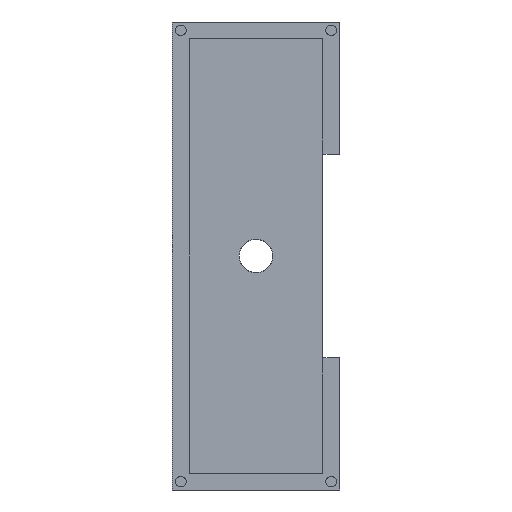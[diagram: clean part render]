
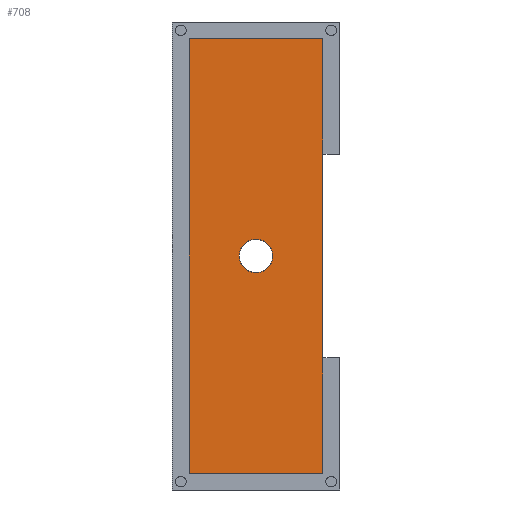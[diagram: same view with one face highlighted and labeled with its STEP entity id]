
A CAD part, front view. The second image highlights one B-rep face of the part: STEP entity #708.
In plain terms, the highlighted planar face has unit normal (0, -1, 0).
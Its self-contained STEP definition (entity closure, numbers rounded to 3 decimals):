
#20=FACE_BOUND('',#96,.T.);
#55=FACE_OUTER_BOUND('',#95,.T.);
#95=EDGE_LOOP('',(#576,#577,#578,#579,#580,#581));
#96=EDGE_LOOP('',(#582));
#119=CIRCLE('',#760,5.);
#171=LINE('',#1111,#254);
#182=LINE('',#1133,#265);
#183=LINE('',#1135,#266);
#184=LINE('',#1137,#267);
#185=LINE('',#1139,#268);
#186=LINE('',#1140,#269);
#254=VECTOR('',#919,10.);
#265=VECTOR('',#934,10.);
#266=VECTOR('',#935,10.);
#267=VECTOR('',#936,10.);
#268=VECTOR('',#937,10.);
#269=VECTOR('',#938,10.);
#320=VERTEX_POINT('',#1061);
#332=VERTEX_POINT('',#1109);
#333=VERTEX_POINT('',#1110);
#342=VERTEX_POINT('',#1132);
#343=VERTEX_POINT('',#1134);
#344=VERTEX_POINT('',#1136);
#345=VERTEX_POINT('',#1138);
#394=EDGE_CURVE('',#320,#320,#119,.T.);
#415=EDGE_CURVE('',#332,#333,#171,.T.);
#426=EDGE_CURVE('',#342,#333,#182,.T.);
#427=EDGE_CURVE('',#332,#343,#183,.T.);
#428=EDGE_CURVE('',#343,#344,#184,.T.);
#429=EDGE_CURVE('',#344,#345,#185,.T.);
#430=EDGE_CURVE('',#345,#342,#186,.T.);
#576=ORIENTED_EDGE('',*,*,#426,.T.);
#577=ORIENTED_EDGE('',*,*,#415,.F.);
#578=ORIENTED_EDGE('',*,*,#427,.T.);
#579=ORIENTED_EDGE('',*,*,#428,.T.);
#580=ORIENTED_EDGE('',*,*,#429,.T.);
#581=ORIENTED_EDGE('',*,*,#430,.T.);
#582=ORIENTED_EDGE('',*,*,#394,.T.);
#669=PLANE('',#784);
#708=ADVANCED_FACE('',(#55,#20),#669,.F.);
#760=AXIS2_PLACEMENT_3D('',#1063,#861,#862);
#784=AXIS2_PLACEMENT_3D('',#1131,#932,#933);
#861=DIRECTION('center_axis',(0.,1.,0.));
#862=DIRECTION('ref_axis',(1.,0.,0.));
#919=DIRECTION('',(0.,0.,-1.));
#932=DIRECTION('center_axis',(0.,1.,0.));
#933=DIRECTION('ref_axis',(0.,0.,1.));
#934=DIRECTION('',(0.,0.,1.));
#935=DIRECTION('',(0.,0.,1.));
#936=DIRECTION('',(-1.,0.,0.));
#937=DIRECTION('',(0.,0.,-1.));
#938=DIRECTION('',(1.,0.,0.));
#1061=CARTESIAN_POINT('',(8.96,20.,-55.5));
#1063=CARTESIAN_POINT('Origin',(13.96,20.,-55.5));
#1109=CARTESIAN_POINT('',(33.96,20.,-25.));
#1110=CARTESIAN_POINT('',(33.96,20.,-86.));
#1111=CARTESIAN_POINT('',(33.96,20.,-25.));
#1131=CARTESIAN_POINT('Origin',(13.96,20.,-55.5));
#1132=CARTESIAN_POINT('',(33.96,20.,-120.5));
#1133=CARTESIAN_POINT('',(33.96,20.,-120.5));
#1134=CARTESIAN_POINT('',(33.96,20.,9.5));
#1135=CARTESIAN_POINT('',(33.96,20.,-25.));
#1136=CARTESIAN_POINT('',(-6.04,20.,9.5));
#1137=CARTESIAN_POINT('',(33.96,20.,9.5));
#1138=CARTESIAN_POINT('',(-6.04,20.,-120.5));
#1139=CARTESIAN_POINT('',(-6.04,20.,9.5));
#1140=CARTESIAN_POINT('',(-6.04,20.,-120.5));
